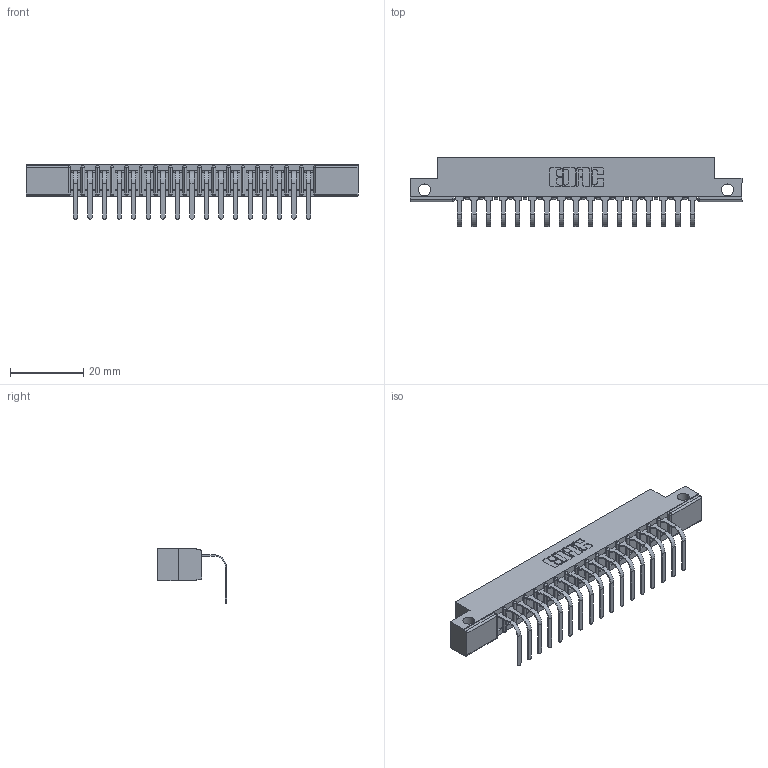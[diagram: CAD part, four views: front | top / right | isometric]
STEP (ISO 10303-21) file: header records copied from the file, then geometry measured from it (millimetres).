
FILE_DESCRIPTION (( 'STEP AP203' ), '1' );
FILE_NAME ('357-017-458-112.STEP', '2022-07-18T22:58:10', ( '' ), ( '' ), 'SwSTEP 2.0', 'SolidWorks 2020', '' );
FILE_SCHEMA (( 'CONFIG_CONTROL_DESIGN' ));
Length unit declared in the file: inch
Products named in the file (3): 357-017-458-112; 307 Part_.128 Dia Side Mounting Holes; 307-290-001_558 - 2 (Single)
Assembly tree (18 placements, depth 2):
  357-017-458-112
    307 Part_.128 Dia Side Mounting Holes
    307-290-001_558 - 2 (Single)  x17
Bounding box: 90.37 x 18.78 x 14.81 mm (x, y, z)
Volume: 5712.4 mm3; surface area: 8941.5 mm2
Topology: 18 solids, 18 shells, 1156 faces, 3281 edges, 2114 vertices
Faces by surface type: plane 733, cylinder 387, sphere 36
Entity records: 17762 total; most frequent: CARTESIAN_POINT 2984, ORIENTED_EDGE 2970, DIRECTION 2917, EDGE_CURVE 1485, LINE 1127, VECTOR 1127, VERTEX_POINT 962, AXIS2_PLACEMENT_3D 895
